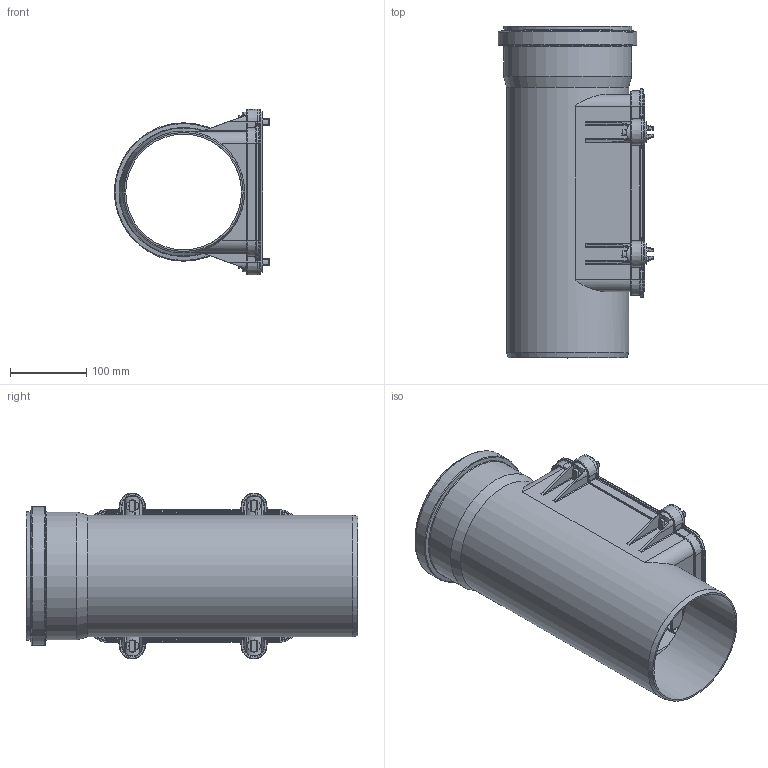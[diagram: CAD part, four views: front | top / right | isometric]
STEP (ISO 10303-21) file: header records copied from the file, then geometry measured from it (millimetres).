
FILE_DESCRIPTION(/* description */ (''),/* implementation_level */ '2;1');
FILE_NAME(/* name */ '222600 KGRE Reinigungsrohr eckig DN_OD 160 Zusammenbau.stp',/* time_stamp */ '2017-04-18T12:24:24+02:00',/* author */ ('user1'),/* organization */ (''),/* preprocessor_version */ 'ST-DEVELOPER v16.1',/* originating_system */ 'Autodesk Inventor 2016',/* authorisation */ '');
FILE_SCHEMA (('AUTOMOTIVE_DESIGN { 1 0 10303 214 3 1 1 }'));
Length unit declared in the file: millimetre
Products named in the file (5): 222600 KGRE Reinigungsrohr eckig DN_OD 160; 222600 KGRE Reinigungsrohr eckig DN_OD 160 Deckel; 222600 KGRE Reinigungsrohr eckig DN_OD 160 Dichtung; 222600 KGRE Reinigungsrohr DN_OD 160 Befestigung; 222600 KGRE Reinigungsrohr eckig DN_OD 160 Zusammenbau
Assembly tree (7 placements, depth 2):
  222600 KGRE Reinigungsrohr eckig DN_OD 160 Zusammenbau
    222600 KGRE Reinigungsrohr eckig DN_OD 160
    222600 KGRE Reinigungsrohr eckig DN_OD 160 Deckel
    222600 KGRE Reinigungsrohr eckig DN_OD 160 Dichtung
    222600 KGRE Reinigungsrohr DN_OD 160 Befestigung  x4
Bounding box: 204 x 436 x 218 mm (x, y, z)
Volume: 1297265.7 mm3; surface area: 679430 mm2
Topology: 7 solids, 7 shells, 1512 faces, 3433 edges, 1907 vertices
Faces by surface type: cylinder 543, plane 358, bspline 248, torus 172, sphere 120, cone 71
Full cylindrical faces by diameter (mm): 7.9 x4, 20 x4, 21 x4, 152 x1, 160.2 x1, 160.8 x1, 161.1 x2, 168 x1, 168.3 x1, 174.8 x1, 182 x1
Entity records: 35591 total; most frequent: CARTESIAN_POINT 10253, DIRECTION 5554, ORIENTED_EDGE 5054, EDGE_CURVE 2527, AXIS2_PLACEMENT_3D 2200, VERTEX_POINT 1475, EDGE_LOOP 1236, LINE 1154
